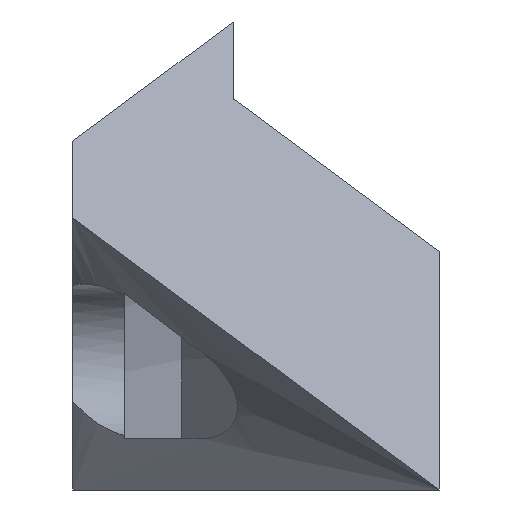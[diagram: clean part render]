
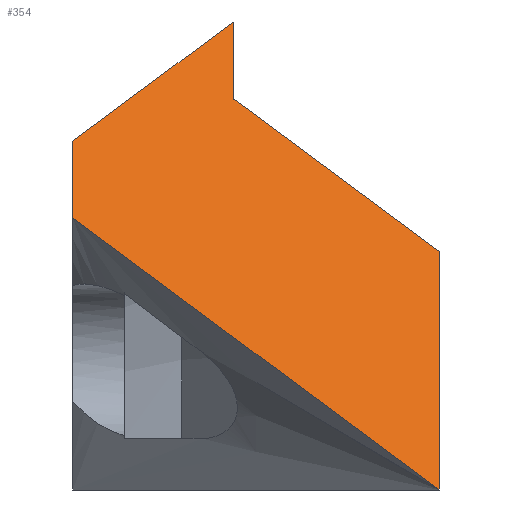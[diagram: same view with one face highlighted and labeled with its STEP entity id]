
A CAD part, left-side view. The second image highlights one B-rep face of the part: STEP entity #354.
In plain terms, the highlighted planar face has unit normal (-0.743, 0, 0.669).
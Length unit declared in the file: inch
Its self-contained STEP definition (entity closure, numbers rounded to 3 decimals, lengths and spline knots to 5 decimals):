
#30=DIRECTION('',(0.473,0.707,0.525));
#31=VECTOR('',#30,0.56569);
#32=CARTESIAN_POINT('',(-0.20588,0.,0.46242));
#33=LINE('',#32,#31);
#34=DIRECTION('',(0.669,0.,0.743));
#35=VECTOR('',#34,0.62225);
#36=CARTESIAN_POINT('',(-0.62225,0.,0.));
#37=LINE('',#36,#35);
#38=DIRECTION('',(-0.473,-0.707,-0.525));
#39=VECTOR('',#38,1.00569);
#40=CARTESIAN_POINT('',(-0.14642,0.71113,
0.52847));
#41=LINE('',#40,#39);
#42=DIRECTION('',(-0.669,0.,-0.743));
#43=VECTOR('',#42,0.2);
#44=CARTESIAN_POINT('',(-0.01259,0.71113,
0.6771));
#45=LINE('',#44,#43);
#46=DIRECTION('',(-0.473,0.707,-0.525));
#47=VECTOR('',#46,0.44);
#48=CARTESIAN_POINT('',(0.19559,0.4,0.90831));
#49=LINE('',#48,#47);
#50=DIRECTION('',(0.669,0.,0.743));
#51=VECTOR('',#50,0.2);
#52=CARTESIAN_POINT('',(0.06177,0.4,0.75968));
#53=LINE('',#52,#51);
#253=CARTESIAN_POINT('',(-0.62225,0.,0.));
#254=VERTEX_POINT('',#253);
#255=CARTESIAN_POINT('',(-0.20588,0.,0.46242));
#256=CARTESIAN_POINT('',(0.06177,0.4,0.75968));
#257=VERTEX_POINT('',#255);
#258=VERTEX_POINT('',#256);
#259=CARTESIAN_POINT('',(0.19559,0.4,0.90831));
#260=VERTEX_POINT('',#259);
#261=CARTESIAN_POINT('',(-0.01259,0.71113,
0.6771));
#262=VERTEX_POINT('',#261);
#263=CARTESIAN_POINT('',(-0.14642,0.71113,
0.52847));
#264=VERTEX_POINT('',#263);
#337=CARTESIAN_POINT('',(-0.62225,0.74668,0.));
#338=DIRECTION('',(-0.743,0.,0.669));
#339=DIRECTION('',(-0.669,0.,-0.743));
#340=AXIS2_PLACEMENT_3D('',#337,#338,#339);
#341=PLANE('',#340);
#342=ORIENTED_EDGE('',*,*,#318,.F.);
#343=ORIENTED_EDGE('',*,*,#331,.F.);
#345=ORIENTED_EDGE('',*,*,#344,.F.);
#347=ORIENTED_EDGE('',*,*,#346,.F.);
#349=ORIENTED_EDGE('',*,*,#348,.F.);
#351=ORIENTED_EDGE('',*,*,#350,.F.);
#352=EDGE_LOOP('',(#342,#343,#345,#347,#349,#351));
#353=FACE_OUTER_BOUND('',#352,.F.);
#354=ADVANCED_FACE('',(#353),#341,.T.);
#318=EDGE_CURVE('',#257,#258,#33,.T.);
#331=EDGE_CURVE('',#254,#257,#37,.T.);
#344=EDGE_CURVE('',#264,#254,#41,.T.);
#346=EDGE_CURVE('',#262,#264,#45,.T.);
#348=EDGE_CURVE('',#260,#262,#49,.T.);
#350=EDGE_CURVE('',#258,#260,#53,.T.);
